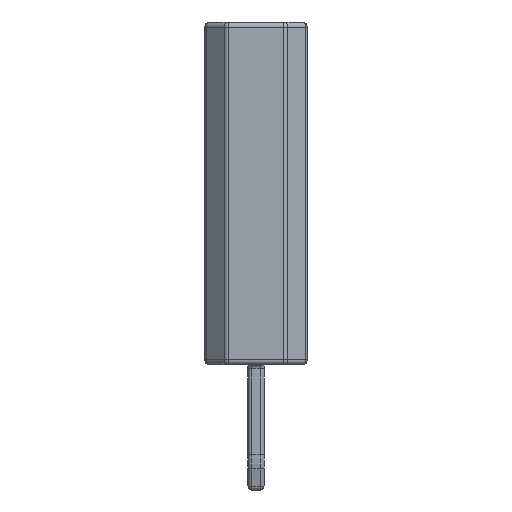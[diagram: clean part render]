
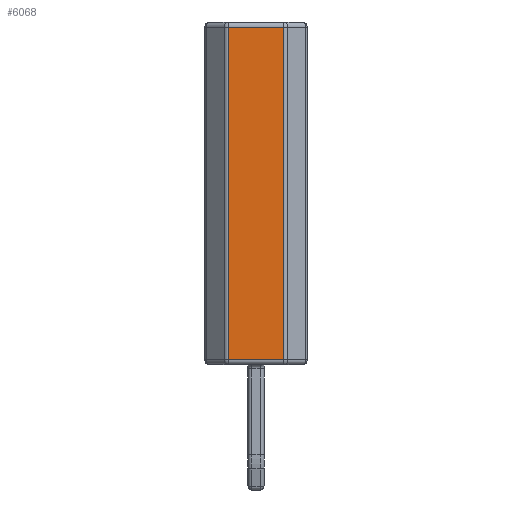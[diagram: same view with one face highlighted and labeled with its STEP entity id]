
A CAD part, left-side view. The second image highlights one B-rep face of the part: STEP entity #6068.
In plain terms, the highlighted planar face has unit normal (-1, 0, 0).
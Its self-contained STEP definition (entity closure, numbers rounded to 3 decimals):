
#5410 = CYLINDRICAL_SURFACE('',#5411,0.125);
#5411 = AXIS2_PLACEMENT_3D('',#5412,#5413,#5414);
#5412 = CARTESIAN_POINT('',(-1.145,0.692,0.));
#5413 = DIRECTION('',(0.,0.,1.));
#5414 = DIRECTION('',(-0.707,0.707,0.));
#5515 = VERTEX_POINT('',#5516);
#5516 = CARTESIAN_POINT('',(-1.27,0.692,0.125));
#5543 = EDGE_CURVE('',#5515,#5544,#5546,.T.);
#5544 = VERTEX_POINT('',#5545);
#5545 = CARTESIAN_POINT('',(-1.27,0.692,8.375));
#5546 = SURFACE_CURVE('',#5547,(#5551,#5558),.PCURVE_S1.);
#5547 = LINE('',#5548,#5549);
#5548 = CARTESIAN_POINT('',(-1.27,0.692,0.));
#5549 = VECTOR('',#5550,1.);
#5550 = DIRECTION('',(0.,0.,1.));
#5551 = PCURVE('',#5410,#5552);
#5552 = DEFINITIONAL_REPRESENTATION('',(#5553),#5557);
#5553 = LINE('',#5554,#5555);
#5554 = CARTESIAN_POINT('',(0.785,0.));
#5555 = VECTOR('',#5556,1.);
#5556 = DIRECTION('',(0.,1.));
#5557 = ( GEOMETRIC_REPRESENTATION_CONTEXT(2) 
PARAMETRIC_REPRESENTATION_CONTEXT() REPRESENTATION_CONTEXT('2D SPACE',''
  ) );
#5558 = PCURVE('',#5559,#5564);
#5559 = PLANE('',#5560);
#5560 = AXIS2_PLACEMENT_3D('',#5561,#5562,#5563);
#5561 = CARTESIAN_POINT('',(-1.27,-0.744,0.));
#5562 = DIRECTION('',(-1.,0.,0.));
#5563 = DIRECTION('',(0.,1.,0.));
#5564 = DEFINITIONAL_REPRESENTATION('',(#5565),#5569);
#5565 = LINE('',#5566,#5567);
#5566 = CARTESIAN_POINT('',(1.436,0.));
#5567 = VECTOR('',#5568,1.);
#5568 = DIRECTION('',(0.,-1.));
#5569 = ( GEOMETRIC_REPRESENTATION_CONTEXT(2) 
PARAMETRIC_REPRESENTATION_CONTEXT() REPRESENTATION_CONTEXT('2D SPACE',''
  ) );
#5773 = CYLINDRICAL_SURFACE('',#5774,0.125);
#5774 = AXIS2_PLACEMENT_3D('',#5775,#5776,#5777);
#5775 = CARTESIAN_POINT('',(-1.145,-0.744,8.375));
#5776 = DIRECTION('',(0.,1.,0.));
#5777 = DIRECTION('',(-1.,0.,0.));
#6055 = CYLINDRICAL_SURFACE('',#6056,0.125);
#6056 = AXIS2_PLACEMENT_3D('',#6057,#6058,#6059);
#6057 = CARTESIAN_POINT('',(-1.145,-0.744,0.125));
#6058 = DIRECTION('',(0.,1.,0.));
#6059 = DIRECTION('',(-1.,0.,0.));
#6068 = ADVANCED_FACE('',(#6069),#5559,.T.);
#6069 = FACE_BOUND('',#6070,.T.);
#6070 = EDGE_LOOP('',(#6071,#6094,#6095,#6118));
#6071 = ORIENTED_EDGE('',*,*,#6072,.T.);
#6072 = EDGE_CURVE('',#6073,#5544,#6075,.T.);
#6073 = VERTEX_POINT('',#6074);
#6074 = CARTESIAN_POINT('',(-1.27,-0.692,8.375));
#6075 = SURFACE_CURVE('',#6076,(#6080,#6087),.PCURVE_S1.);
#6076 = LINE('',#6077,#6078);
#6077 = CARTESIAN_POINT('',(-1.27,-0.744,8.375));
#6078 = VECTOR('',#6079,1.);
#6079 = DIRECTION('',(0.,1.,0.));
#6080 = PCURVE('',#5559,#6081);
#6081 = DEFINITIONAL_REPRESENTATION('',(#6082),#6086);
#6082 = LINE('',#6083,#6084);
#6083 = CARTESIAN_POINT('',(0.,-8.375));
#6084 = VECTOR('',#6085,1.);
#6085 = DIRECTION('',(1.,0.));
#6086 = ( GEOMETRIC_REPRESENTATION_CONTEXT(2) 
PARAMETRIC_REPRESENTATION_CONTEXT() REPRESENTATION_CONTEXT('2D SPACE',''
  ) );
#6087 = PCURVE('',#5773,#6088);
#6088 = DEFINITIONAL_REPRESENTATION('',(#6089),#6093);
#6089 = LINE('',#6090,#6091);
#6090 = CARTESIAN_POINT('',(0.,0.));
#6091 = VECTOR('',#6092,1.);
#6092 = DIRECTION('',(0.,1.));
#6093 = ( GEOMETRIC_REPRESENTATION_CONTEXT(2) 
PARAMETRIC_REPRESENTATION_CONTEXT() REPRESENTATION_CONTEXT('2D SPACE',''
  ) );
#6094 = ORIENTED_EDGE('',*,*,#5543,.F.);
#6095 = ORIENTED_EDGE('',*,*,#6096,.F.);
#6096 = EDGE_CURVE('',#6097,#5515,#6099,.T.);
#6097 = VERTEX_POINT('',#6098);
#6098 = CARTESIAN_POINT('',(-1.27,-0.692,0.125));
#6099 = SURFACE_CURVE('',#6100,(#6104,#6111),.PCURVE_S1.);
#6100 = LINE('',#6101,#6102);
#6101 = CARTESIAN_POINT('',(-1.27,-0.744,0.125));
#6102 = VECTOR('',#6103,1.);
#6103 = DIRECTION('',(0.,1.,0.));
#6104 = PCURVE('',#5559,#6105);
#6105 = DEFINITIONAL_REPRESENTATION('',(#6106),#6110);
#6106 = LINE('',#6107,#6108);
#6107 = CARTESIAN_POINT('',(0.,-0.125));
#6108 = VECTOR('',#6109,1.);
#6109 = DIRECTION('',(1.,0.));
#6110 = ( GEOMETRIC_REPRESENTATION_CONTEXT(2) 
PARAMETRIC_REPRESENTATION_CONTEXT() REPRESENTATION_CONTEXT('2D SPACE',''
  ) );
#6111 = PCURVE('',#6055,#6112);
#6112 = DEFINITIONAL_REPRESENTATION('',(#6113),#6117);
#6113 = LINE('',#6114,#6115);
#6114 = CARTESIAN_POINT('',(-0.,0.));
#6115 = VECTOR('',#6116,1.);
#6116 = DIRECTION('',(-0.,1.));
#6117 = ( GEOMETRIC_REPRESENTATION_CONTEXT(2) 
PARAMETRIC_REPRESENTATION_CONTEXT() REPRESENTATION_CONTEXT('2D SPACE',''
  ) );
#6118 = ORIENTED_EDGE('',*,*,#6119,.T.);
#6119 = EDGE_CURVE('',#6097,#6073,#6120,.T.);
#6120 = SURFACE_CURVE('',#6121,(#6125,#6132),.PCURVE_S1.);
#6121 = LINE('',#6122,#6123);
#6122 = CARTESIAN_POINT('',(-1.27,-0.692,0.));
#6123 = VECTOR('',#6124,1.);
#6124 = DIRECTION('',(0.,0.,1.));
#6125 = PCURVE('',#5559,#6126);
#6126 = DEFINITIONAL_REPRESENTATION('',(#6127),#6131);
#6127 = LINE('',#6128,#6129);
#6128 = CARTESIAN_POINT('',(0.052,0.));
#6129 = VECTOR('',#6130,1.);
#6130 = DIRECTION('',(0.,-1.));
#6131 = ( GEOMETRIC_REPRESENTATION_CONTEXT(2) 
PARAMETRIC_REPRESENTATION_CONTEXT() REPRESENTATION_CONTEXT('2D SPACE',''
  ) );
#6132 = PCURVE('',#6133,#6138);
#6133 = CYLINDRICAL_SURFACE('',#6134,0.125);
#6134 = AXIS2_PLACEMENT_3D('',#6135,#6136,#6137);
#6135 = CARTESIAN_POINT('',(-1.145,-0.692,0.));
#6136 = DIRECTION('',(0.,0.,1.));
#6137 = DIRECTION('',(-1.,0.,0.));
#6138 = DEFINITIONAL_REPRESENTATION('',(#6139),#6143);
#6139 = LINE('',#6140,#6141);
#6140 = CARTESIAN_POINT('',(0.,0.));
#6141 = VECTOR('',#6142,1.);
#6142 = DIRECTION('',(0.,1.));
#6143 = ( GEOMETRIC_REPRESENTATION_CONTEXT(2) 
PARAMETRIC_REPRESENTATION_CONTEXT() REPRESENTATION_CONTEXT('2D SPACE',''
  ) );
